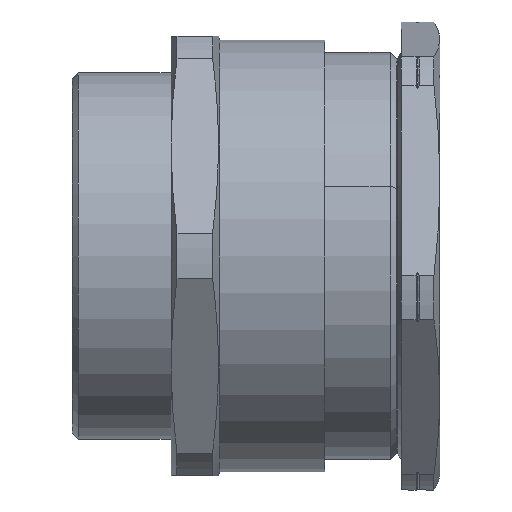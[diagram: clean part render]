
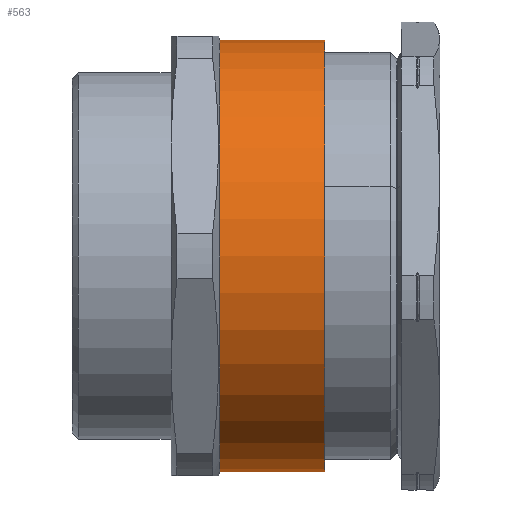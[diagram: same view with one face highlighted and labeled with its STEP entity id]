
A CAD part, front view. The second image highlights one B-rep face of the part: STEP entity #563.
In plain terms, the highlighted cylindrical face has radius 53 mm (diameter 106 mm), a partial arc.
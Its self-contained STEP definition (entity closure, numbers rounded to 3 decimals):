
#83 = DIRECTION ( 'NONE',  ( 1., 0., 0. ) ) ;
#235 = AXIS2_PLACEMENT_3D ( 'NONE', #958, #2476, #1156 ) ;
#236 = CARTESIAN_POINT ( 'NONE',  ( 62., 0., 53. ) ) ;
#256 = ORIENTED_EDGE ( 'NONE', *, *, #2378, .T. ) ;
#331 = VERTEX_POINT ( 'NONE', #2122 ) ;
#421 = CIRCLE ( 'NONE', #1558, 53. ) ;
#502 = VERTEX_POINT ( 'NONE', #1765 ) ;
#563 = ADVANCED_FACE ( 'NONE', ( #2121 ), #1473, .T. ) ;
#604 = CARTESIAN_POINT ( 'NONE',  ( 36.2, 0., 53. ) ) ;
#616 = ORIENTED_EDGE ( 'NONE', *, *, #2838, .F. ) ;
#717 = EDGE_CURVE ( 'NONE', #784, #331, #1158, .T. ) ;
#784 = VERTEX_POINT ( 'NONE', #604 ) ;
#922 = DIRECTION ( 'NONE',  ( 1., 0., 0. ) ) ;
#958 = CARTESIAN_POINT ( 'NONE',  ( 36.2, 0., 0. ) ) ;
#962 = DIRECTION ( 'NONE',  ( 1., 0., 0. ) ) ;
#1156 = DIRECTION ( 'NONE',  ( 0., 0., -1. ) ) ;
#1158 = CIRCLE ( 'NONE', #235, 53. ) ;
#1208 = DIRECTION ( 'NONE',  ( 0., 0., -1. ) ) ;
#1343 = EDGE_LOOP ( 'NONE', ( #1634, #2822, #256, #616 ) ) ;
#1367 = DIRECTION ( 'NONE',  ( 0., 0., -1. ) ) ;
#1414 = AXIS2_PLACEMENT_3D ( 'NONE', #2693, #922, #1367 ) ;
#1473 = CYLINDRICAL_SURFACE ( 'NONE', #1414, 53. ) ;
#1536 = VECTOR ( 'NONE', #1553, 1000. ) ;
#1553 = DIRECTION ( 'NONE',  ( 1., 0., 0. ) ) ;
#1558 = AXIS2_PLACEMENT_3D ( 'NONE', #2308, #83, #1208 ) ;
#1568 = CARTESIAN_POINT ( 'NONE',  ( 62., 0., 53. ) ) ;
#1586 = CARTESIAN_POINT ( 'NONE',  ( 62., 0., -53. ) ) ;
#1634 = ORIENTED_EDGE ( 'NONE', *, *, #1920, .F. ) ;
#1765 = CARTESIAN_POINT ( 'NONE',  ( 62., 0., -53. ) ) ;
#1830 = LINE ( 'NONE', #1586, #1536 ) ;
#1920 = EDGE_CURVE ( 'NONE', #784, #1960, #2766, .T. ) ;
#1960 = VERTEX_POINT ( 'NONE', #236 ) ;
#2079 = VECTOR ( 'NONE', #962, 1000. ) ;
#2121 = FACE_OUTER_BOUND ( 'NONE', #1343, .T. ) ;
#2122 = CARTESIAN_POINT ( 'NONE',  ( 36.2, 0., -53. ) ) ;
#2308 = CARTESIAN_POINT ( 'NONE',  ( 62., 0., 0. ) ) ;
#2378 = EDGE_CURVE ( 'NONE', #331, #502, #1830, .T. ) ;
#2476 = DIRECTION ( 'NONE',  ( 1., 0., 0. ) ) ;
#2693 = CARTESIAN_POINT ( 'NONE',  ( 62., 0., 0. ) ) ;
#2766 = LINE ( 'NONE', #1568, #2079 ) ;
#2822 = ORIENTED_EDGE ( 'NONE', *, *, #717, .T. ) ;
#2838 = EDGE_CURVE ( 'NONE', #1960, #502, #421, .T. ) ;
